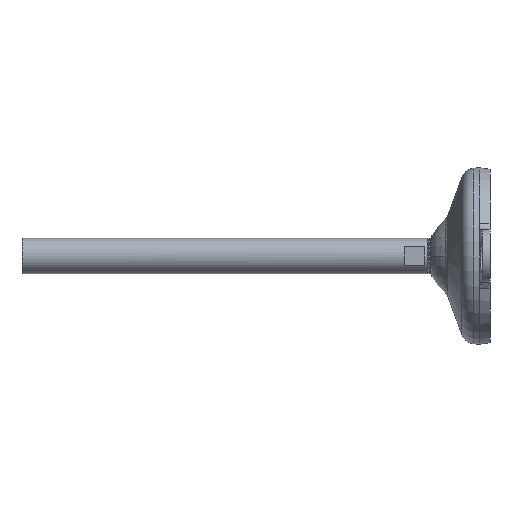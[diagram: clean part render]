
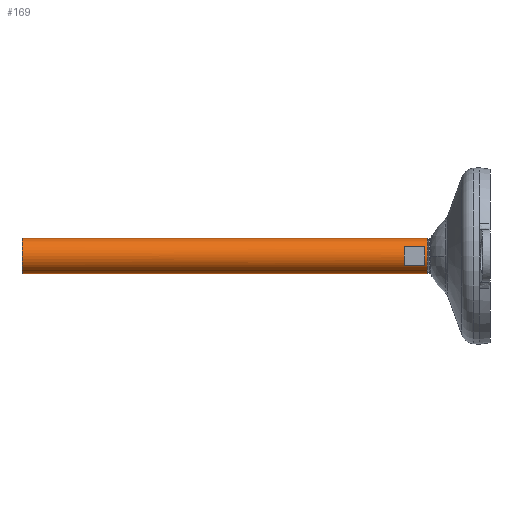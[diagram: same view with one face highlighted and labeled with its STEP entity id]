
A CAD part, left-side view. The second image highlights one B-rep face of the part: STEP entity #169.
In plain terms, the highlighted cylindrical face has radius 10 mm (diameter 20 mm), a partial arc.
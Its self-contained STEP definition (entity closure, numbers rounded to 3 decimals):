
#94 = CIRCLE ( 'NONE', #366, 10. ) ;
#169 = ADVANCED_FACE ( 'NONE', ( #610, #862 ), #994, .T. ) ;
#180 = AXIS2_PLACEMENT_3D ( 'NONE', #974, #714, #1671 ) ;
#202 = EDGE_LOOP ( 'NONE', ( #493, #1014, #833, #520 ) ) ;
#205 = VERTEX_POINT ( 'NONE', #1264 ) ;
#211 = CIRCLE ( 'NONE', #873, 10. ) ;
#225 = CARTESIAN_POINT ( 'NONE',  ( 0., 0., 0. ) ) ;
#227 = EDGE_CURVE ( 'NONE', #1231, #685, #277, .T. ) ;
#277 = LINE ( 'NONE', #672, #923 ) ;
#324 = CARTESIAN_POINT ( 'NONE',  ( -8.5, 37., 5.268 ) ) ;
#355 = CARTESIAN_POINT ( 'NONE',  ( -8.5, 37., -5.268 ) ) ;
#366 = AXIS2_PLACEMENT_3D ( 'NONE', #1089, #691, #1251 ) ;
#401 = ORIENTED_EDGE ( 'NONE', *, *, #944, .T. ) ;
#402 = CIRCLE ( 'NONE', #788, 10. ) ;
#454 = VERTEX_POINT ( 'NONE', #324 ) ;
#455 = VECTOR ( 'NONE', #1170, 1000. ) ;
#487 = CARTESIAN_POINT ( 'NONE',  ( -8.5, 48.5, 5.268 ) ) ;
#492 = CARTESIAN_POINT ( 'NONE',  ( -8.5, 0., 5.268 ) ) ;
#493 = ORIENTED_EDGE ( 'NONE', *, *, #227, .F. ) ;
#502 = ORIENTED_EDGE ( 'NONE', *, *, #857, .T. ) ;
#508 = CARTESIAN_POINT ( 'NONE',  ( 0., 48.5, 0. ) ) ;
#520 = ORIENTED_EDGE ( 'NONE', *, *, #771, .F. ) ;
#531 = CARTESIAN_POINT ( 'NONE',  ( 0., 265., 10. ) ) ;
#549 = CARTESIAN_POINT ( 'NONE',  ( 0., 0., -10. ) ) ;
#610 = FACE_OUTER_BOUND ( 'NONE', #202, .T. ) ;
#611 = DIRECTION ( 'NONE',  ( 0., 0., 1. ) ) ;
#617 = VECTOR ( 'NONE', #908, 1000. ) ;
#619 = LINE ( 'NONE', #492, #455 ) ;
#656 = DIRECTION ( 'NONE',  ( 0., -1., 0. ) ) ;
#661 = ORIENTED_EDGE ( 'NONE', *, *, #809, .T. ) ;
#672 = CARTESIAN_POINT ( 'NONE',  ( 0., 0., 10. ) ) ;
#685 = VERTEX_POINT ( 'NONE', #1342 ) ;
#691 = DIRECTION ( 'NONE',  ( 0., -1., 0. ) ) ;
#714 = DIRECTION ( 'NONE',  ( 0., -1., 0. ) ) ;
#771 = EDGE_CURVE ( 'NONE', #685, #1331, #842, .T. ) ;
#788 = AXIS2_PLACEMENT_3D ( 'NONE', #508, #1311, #611 ) ;
#809 = EDGE_CURVE ( 'NONE', #454, #1635, #211, .T. ) ;
#833 = ORIENTED_EDGE ( 'NONE', *, *, #1491, .T. ) ;
#842 = CIRCLE ( 'NONE', #180, 10. ) ;
#850 = EDGE_LOOP ( 'NONE', ( #502, #1551, #401, #661 ) ) ;
#853 = EDGE_CURVE ( 'NONE', #205, #1628, #402, .T. ) ;
#856 = DIRECTION ( 'NONE',  ( 0., -1., 0. ) ) ;
#857 = EDGE_CURVE ( 'NONE', #1635, #205, #1040, .T. ) ;
#862 = FACE_BOUND ( 'NONE', #850, .T. ) ;
#873 = AXIS2_PLACEMENT_3D ( 'NONE', #1239, #856, #1266 ) ;
#897 = AXIS2_PLACEMENT_3D ( 'NONE', #225, #1132, #1289 ) ;
#908 = DIRECTION ( 'NONE',  ( 0., 1., 0. ) ) ;
#923 = VECTOR ( 'NONE', #656, 1000. ) ;
#944 = EDGE_CURVE ( 'NONE', #1628, #454, #619, .T. ) ;
#963 = LINE ( 'NONE', #549, #1030 ) ;
#974 = CARTESIAN_POINT ( 'NONE',  ( 0., 35.5, 0. ) ) ;
#988 = CARTESIAN_POINT ( 'NONE',  ( 0., 265., -10. ) ) ;
#994 = CYLINDRICAL_SURFACE ( 'NONE', #897, 10. ) ;
#1014 = ORIENTED_EDGE ( 'NONE', *, *, #1444, .T. ) ;
#1030 = VECTOR ( 'NONE', #1372, 1000. ) ;
#1040 = LINE ( 'NONE', #1566, #617 ) ;
#1089 = CARTESIAN_POINT ( 'NONE',  ( 0., 265., 0. ) ) ;
#1132 = DIRECTION ( 'NONE',  ( 0., -1., 0. ) ) ;
#1170 = DIRECTION ( 'NONE',  ( 0., -1., 0. ) ) ;
#1231 = VERTEX_POINT ( 'NONE', #531 ) ;
#1239 = CARTESIAN_POINT ( 'NONE',  ( 0., 37., 0. ) ) ;
#1251 = DIRECTION ( 'NONE',  ( 0., 0., -1. ) ) ;
#1264 = CARTESIAN_POINT ( 'NONE',  ( -8.5, 48.5, -5.268 ) ) ;
#1266 = DIRECTION ( 'NONE',  ( 0., 0., -1. ) ) ;
#1289 = DIRECTION ( 'NONE',  ( 0., 0., -1. ) ) ;
#1311 = DIRECTION ( 'NONE',  ( 0., 1., 0. ) ) ;
#1331 = VERTEX_POINT ( 'NONE', #1735 ) ;
#1342 = CARTESIAN_POINT ( 'NONE',  ( 0., 35.5, 10. ) ) ;
#1372 = DIRECTION ( 'NONE',  ( 0., -1., 0. ) ) ;
#1444 = EDGE_CURVE ( 'NONE', #1231, #1532, #94, .T. ) ;
#1491 = EDGE_CURVE ( 'NONE', #1532, #1331, #963, .T. ) ;
#1532 = VERTEX_POINT ( 'NONE', #988 ) ;
#1551 = ORIENTED_EDGE ( 'NONE', *, *, #853, .T. ) ;
#1566 = CARTESIAN_POINT ( 'NONE',  ( -8.5, 0., -5.268 ) ) ;
#1628 = VERTEX_POINT ( 'NONE', #487 ) ;
#1635 = VERTEX_POINT ( 'NONE', #355 ) ;
#1671 = DIRECTION ( 'NONE',  ( 0., 0., -1. ) ) ;
#1735 = CARTESIAN_POINT ( 'NONE',  ( 0., 35.5, -10. ) ) ;
